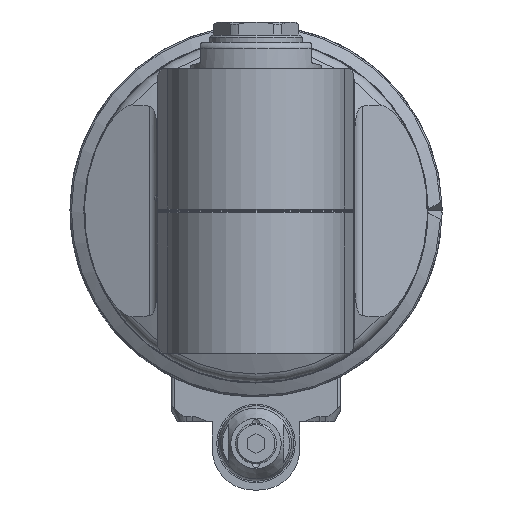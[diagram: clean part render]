
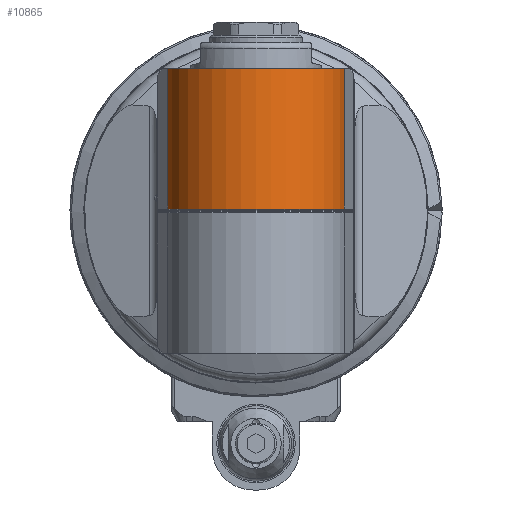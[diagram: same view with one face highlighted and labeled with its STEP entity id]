
A CAD part, front view. The second image highlights one B-rep face of the part: STEP entity #10865.
In plain terms, the highlighted cylindrical face has radius 31 mm (diameter 62 mm), a partial arc.
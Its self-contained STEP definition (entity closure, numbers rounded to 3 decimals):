
#1030=LINE('',#22104,#1723);
#1031=LINE('',#22107,#1724);
#1723=VECTOR('',#14896,48.334);
#1724=VECTOR('',#14899,48.334);
#1996=CYLINDRICAL_SURFACE('',#12069,31.);
#2909=FACE_OUTER_BOUND('',#3632,.T.);
#3632=EDGE_LOOP('',(#9579,#9580,#9581,#9582));
#4316=CIRCLE('',#12067,31.);
#4318=CIRCLE('',#12070,31.);
#5296=VERTEX_POINT('',#22051);
#5297=VERTEX_POINT('',#22052);
#5310=VERTEX_POINT('',#22103);
#5311=VERTEX_POINT('',#22105);
#6767=EDGE_CURVE('',#5296,#5297,#4316,.T.);
#6782=EDGE_CURVE('',#5296,#5310,#1030,.T.);
#6783=EDGE_CURVE('',#5311,#5310,#4318,.T.);
#6784=EDGE_CURVE('',#5311,#5297,#1031,.T.);
#9579=ORIENTED_EDGE('',*,*,#6782,.T.);
#9580=ORIENTED_EDGE('',*,*,#6783,.F.);
#9581=ORIENTED_EDGE('',*,*,#6784,.T.);
#9582=ORIENTED_EDGE('',*,*,#6767,.F.);
#10865=ADVANCED_FACE('',(#2909),#1996,.T.);
#12067=AXIS2_PLACEMENT_3D('',#22053,#14888,#14889);
#12069=AXIS2_PLACEMENT_3D('',#22102,#14894,#14895);
#12070=AXIS2_PLACEMENT_3D('',#22106,#14897,#14898);
#14888=DIRECTION('center_axis',(0.,-1.,0.));
#14889=DIRECTION('ref_axis',(0.208,0.,-0.978));
#14894=DIRECTION('center_axis',(0.,1.,0.));
#14895=DIRECTION('ref_axis',(1.,0.,0.));
#14896=DIRECTION('',(0.,1.,0.));
#14897=DIRECTION('center_axis',(0.,1.,0.));
#14898=DIRECTION('ref_axis',(1.,0.,0.));
#14899=DIRECTION('',(0.,-1.,0.));
#22051=CARTESIAN_POINT('',(284.508,-49.,-30.323));
#22052=CARTESIAN_POINT('',(284.508,-49.,30.323));
#22053=CARTESIAN_POINT('Origin',(278.063,-49.,0.));
#22102=CARTESIAN_POINT('Origin',(278.063,49.,0.));
#22103=CARTESIAN_POINT('',(284.508,-0.666,-30.323));
#22104=CARTESIAN_POINT('',(284.508,-49.,-30.323));
#22105=CARTESIAN_POINT('',(284.508,-0.666,30.323));
#22106=CARTESIAN_POINT('Origin',(278.063,-0.666,0.));
#22107=CARTESIAN_POINT('',(284.508,-0.666,30.323));
